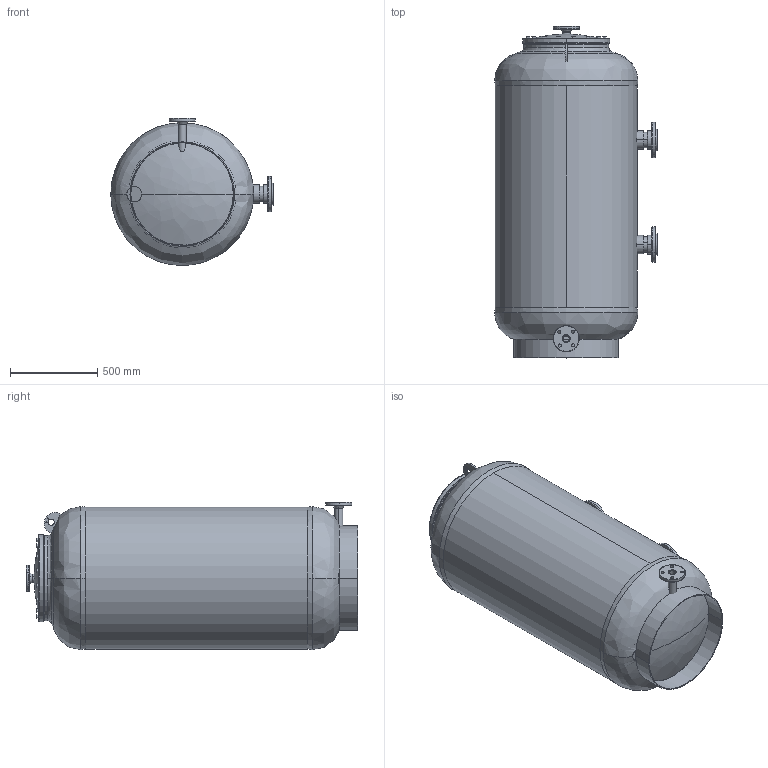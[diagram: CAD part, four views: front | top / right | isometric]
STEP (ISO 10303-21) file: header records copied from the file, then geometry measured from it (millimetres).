
FILE_DESCRIPTION (( 'STEP AP214' ), '1' );
FILE_NAME ('Adriatic S80C_sb1000.STEP', '2020-11-05T10:56:34', ( '' ), ( '' ), 'SwSTEP 2.0', 'SolidWorks 2019', '' );
FILE_SCHEMA (( 'AUTOMOTIVE_DESIGN' ));
Length unit declared in the file: millimetre
Products named in the file (1): Adriatic S80C_sb1000
Bounding box: 932 x 1903.93 x 844.6 mm (x, y, z)
Volume: 48183057.1 mm3; surface area: 11357866.6 mm2
Topology: 49 solids, 49 shells, 913 faces, 2118 edges, 1327 vertices
Faces by surface type: cylinder 351, plane 249, cone 211, bspline 102
Entity records: 48131 total; most frequent: CARTESIAN_POINT 16819, DIRECTION 4461, ORIENTED_EDGE 4162, EDGE_CURVE 2081, AXIS2_PLACEMENT_3D 1897, VERTEX_POINT 1327, EDGE_LOOP 1124, CIRCLE 1085
